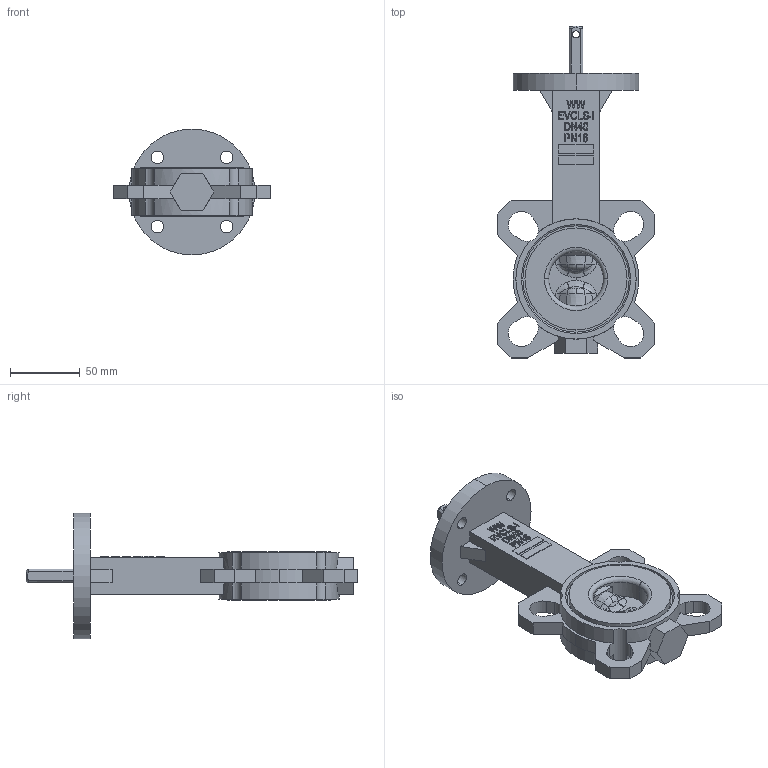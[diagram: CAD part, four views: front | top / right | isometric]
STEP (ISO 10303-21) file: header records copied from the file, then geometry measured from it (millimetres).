
FILE_DESCRIPTION (( 'STEP AP214' ), '1' );
FILE_NAME ('EVCLS-i DN40 PN16 F07-L10.STEP', '2024-04-24T13:56:16', ( '' ), ( '' ), 'SwSTEP 2.0', 'SolidWorks 2015', '' );
FILE_SCHEMA (( 'AUTOMOTIVE_DESIGN' ));
Length unit declared in the file: millimetre
Products named in the file (1): EVCLS-i DN40 PN16 F07-L10
Bounding box: 113 x 237.5 x 90 mm (x, y, z)
Volume: 356655.4 mm3; surface area: 68270 mm2
Topology: 1 solids, 1 shells, 453 faces, 1222 edges, 798 vertices
Faces by surface type: plane 249, bspline 81, cylinder 71, torus 32, cone 12, sphere 8
Entity records: 22869 total; most frequent: CARTESIAN_POINT 7722, ORIENTED_EDGE 2444, DIRECTION 2033, EDGE_CURVE 1222, VERTEX_POINT 798, LINE 743, VECTOR 743, AXIS2_PLACEMENT_3D 645
